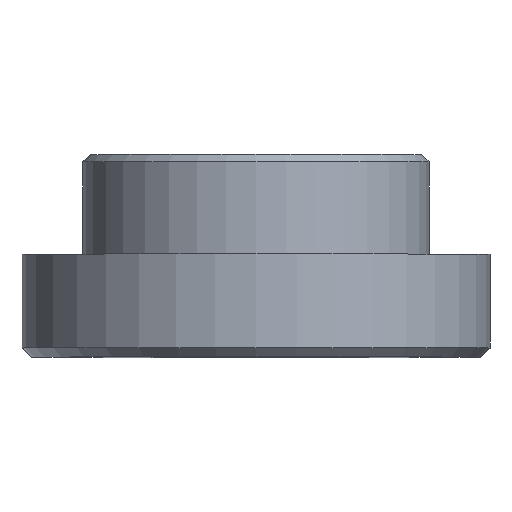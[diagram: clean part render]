
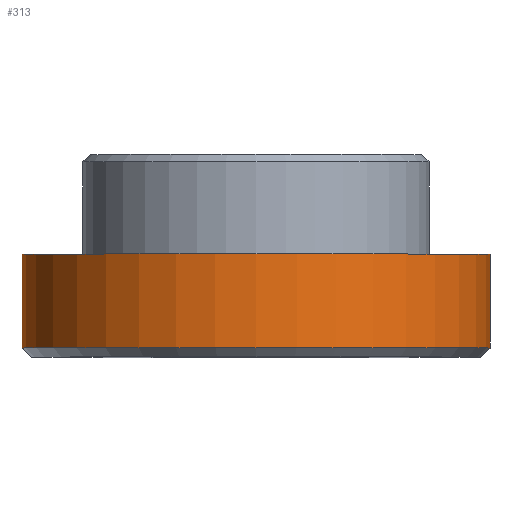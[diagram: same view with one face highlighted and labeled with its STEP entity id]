
A CAD part, top view. The second image highlights one B-rep face of the part: STEP entity #313.
In plain terms, the highlighted cylindrical face has radius 3.57 mm (diameter 7.14 mm), a full revolution.
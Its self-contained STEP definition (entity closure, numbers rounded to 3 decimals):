
#34=FACE_OUTER_BOUND('',#53,.T.);
#53=EDGE_LOOP('',(#236,#237,#238,#239));
#94=CIRCLE('',#351,3.57);
#96=CIRCLE('',#354,3.57);
#109=LINE('',#697,#121);
#121=VECTOR('',#412,3.57);
#148=VERTEX_POINT('',#689);
#150=VERTEX_POINT('',#695);
#182=EDGE_CURVE('',#148,#148,#94,.T.);
#185=EDGE_CURVE('',#150,#150,#96,.T.);
#186=EDGE_CURVE('',#150,#148,#109,.T.);
#236=ORIENTED_EDGE('',*,*,#185,.F.);
#237=ORIENTED_EDGE('',*,*,#186,.T.);
#238=ORIENTED_EDGE('',*,*,#182,.F.);
#239=ORIENTED_EDGE('',*,*,#186,.F.);
#300=CYLINDRICAL_SURFACE('',#353,3.57);
#313=ADVANCED_FACE('',(#34),#300,.T.);
#351=AXIS2_PLACEMENT_3D('',#690,#403,#404);
#353=AXIS2_PLACEMENT_3D('',#694,#408,#409);
#354=AXIS2_PLACEMENT_3D('',#696,#410,#411);
#403=DIRECTION('center_axis',(0.,-1.,0.));
#404=DIRECTION('ref_axis',(1.,0.,0.));
#408=DIRECTION('center_axis',(0.,1.,0.));
#409=DIRECTION('ref_axis',(1.,0.,0.));
#410=DIRECTION('center_axis',(0.,1.,0.));
#411=DIRECTION('ref_axis',(1.,0.,0.));
#412=DIRECTION('',(0.,-1.,0.));
#689=CARTESIAN_POINT('',(-3.57,0.14,0.));
#690=CARTESIAN_POINT('Origin',(0.,0.14,0.));
#694=CARTESIAN_POINT('Origin',(0.,0.,0.));
#695=CARTESIAN_POINT('',(-3.57,1.57,0.));
#696=CARTESIAN_POINT('Origin',(0.,1.57,0.));
#697=CARTESIAN_POINT('',(-3.57,0.,0.));
